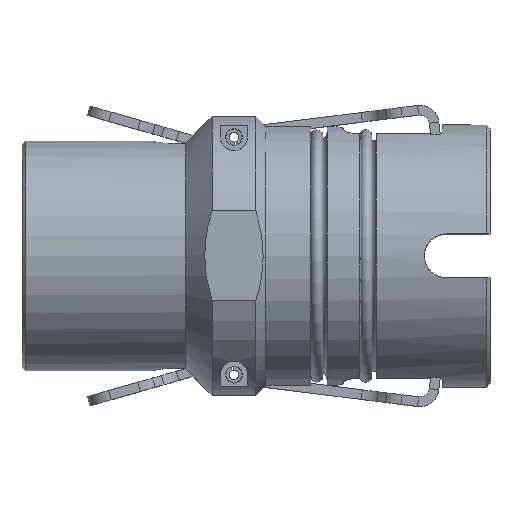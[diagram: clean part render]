
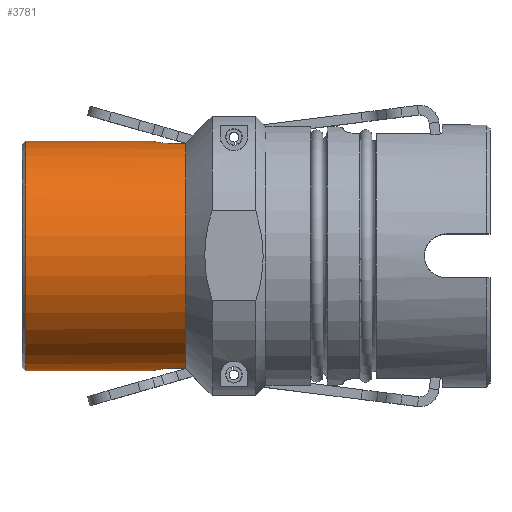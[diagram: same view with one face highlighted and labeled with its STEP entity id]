
A CAD part, top view. The second image highlights one B-rep face of the part: STEP entity #3781.
In plain terms, the highlighted cylindrical face has radius 16.675 mm (diameter 33.35 mm), a full revolution.
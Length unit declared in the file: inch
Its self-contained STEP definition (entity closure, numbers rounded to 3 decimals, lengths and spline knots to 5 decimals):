
#161=B_SPLINE_CURVE_WITH_KNOTS('',3,(#6248,#6249,#6250,#6251,#6252,#6253,
#6254,#6255,#6256,#6257),.UNSPECIFIED.,.F.,.F.,(4,2,2,2,4),(-0.36118,
-0.27069,-0.18019,-0.0901,0.),
 .UNSPECIFIED.);
#162=B_SPLINE_CURVE_WITH_KNOTS('',3,(#6264,#6265,#6266,#6267,#6268,#6269,
#6270,#6271,#6272,#6273),.UNSPECIFIED.,.F.,.F.,(4,2,2,2,4),(0.,0.0901,
0.18019,0.27069,0.36118),.UNSPECIFIED.);
#185=B_SPLINE_CURVE_WITH_KNOTS('',3,(#6746,#6747,#6748,#6749,#6750,#6751,
#6752,#6753,#6754,#6755),.UNSPECIFIED.,.F.,.F.,(4,2,2,2,4),(0.72112,
0.81122,0.90132,0.99181,1.0823),
 .UNSPECIFIED.);
#186=B_SPLINE_CURVE_WITH_KNOTS('',3,(#6770,#6771,#6772,#6773,#6774,#6775,
#6776,#6777,#6778,#6779),.UNSPECIFIED.,.F.,.F.,(4,2,2,2,4),(0.35995,
0.45044,0.54093,0.63103,0.72112),
 .UNSPECIFIED.);
#236=CYLINDRICAL_SURFACE('',#4181,0.6565);
#377=FACE_OUTER_BOUND('',#593,.T.);
#593=EDGE_LOOP('',(#3070,#3071,#3072,#3073,#3074,#3075,#3076,#3077,#3078,
#3079,#3080,#3081,#3082,#3083,#3084,#3085,#3086));
#756=LINE('',#6072,#1040);
#764=LINE('',#6114,#1048);
#807=LINE('',#6439,#1091);
#859=LINE('',#6786,#1143);
#860=LINE('',#6789,#1144);
#1040=VECTOR('',#4619,0.3937);
#1048=VECTOR('',#4637,0.3937);
#1091=VECTOR('',#4796,0.3937);
#1143=VECTOR('',#4992,0.3937);
#1144=VECTOR('',#4995,0.6565);
#1268=CIRCLE('',#3969,0.6565);
#1274=CIRCLE('',#3978,0.6565);
#1331=CIRCLE('',#4083,0.6565);
#1332=CIRCLE('',#4084,0.6565);
#1373=CIRCLE('',#4175,0.6565);
#1374=CIRCLE('',#4182,0.6565);
#1375=CIRCLE('',#4183,0.6565);
#1477=VERTEX_POINT('',#5567);
#1478=VERTEX_POINT('',#5571);
#1492=VERTEX_POINT('',#5632);
#1493=VERTEX_POINT('',#5636);
#1585=VERTEX_POINT('',#6070);
#1593=VERTEX_POINT('',#6113);
#1614=VERTEX_POINT('',#6246);
#1616=VERTEX_POINT('',#6263);
#1617=VERTEX_POINT('',#6276);
#1645=VERTEX_POINT('',#6437);
#1702=VERTEX_POINT('',#6743);
#1703=VERTEX_POINT('',#6745);
#1706=VERTEX_POINT('',#6766);
#1707=VERTEX_POINT('',#6788);
#1708=VERTEX_POINT('',#6790);
#1862=EDGE_CURVE('',#1477,#1478,#1268,.T.);
#1879=EDGE_CURVE('',#1492,#1493,#1274,.T.);
#1997=EDGE_CURVE('',#1492,#1585,#756,.T.);
#2008=EDGE_CURVE('',#1593,#1478,#764,.T.);
#2044=EDGE_CURVE('',#1614,#1585,#161,.T.);
#2047=EDGE_CURVE('',#1593,#1616,#162,.T.);
#2049=EDGE_CURVE('',#1617,#1616,#1331,.T.);
#2050=EDGE_CURVE('',#1614,#1617,#1332,.T.);
#2094=EDGE_CURVE('',#1477,#1645,#807,.T.);
#2184=EDGE_CURVE('',#1702,#1703,#185,.T.);
#2191=EDGE_CURVE('',#1706,#1703,#1373,.T.);
#2193=EDGE_CURVE('',#1706,#1645,#186,.T.);
#2196=EDGE_CURVE('',#1702,#1493,#859,.T.);
#2197=EDGE_CURVE('',#1617,#1707,#860,.T.);
#2198=EDGE_CURVE('',#1708,#1707,#1374,.T.);
#2199=EDGE_CURVE('',#1707,#1708,#1375,.T.);
#3070=ORIENTED_EDGE('',*,*,#2008,.T.);
#3071=ORIENTED_EDGE('',*,*,#1862,.F.);
#3072=ORIENTED_EDGE('',*,*,#2094,.T.);
#3073=ORIENTED_EDGE('',*,*,#2193,.F.);
#3074=ORIENTED_EDGE('',*,*,#2191,.T.);
#3075=ORIENTED_EDGE('',*,*,#2184,.F.);
#3076=ORIENTED_EDGE('',*,*,#2196,.T.);
#3077=ORIENTED_EDGE('',*,*,#1879,.F.);
#3078=ORIENTED_EDGE('',*,*,#1997,.T.);
#3079=ORIENTED_EDGE('',*,*,#2044,.F.);
#3080=ORIENTED_EDGE('',*,*,#2050,.T.);
#3081=ORIENTED_EDGE('',*,*,#2197,.T.);
#3082=ORIENTED_EDGE('',*,*,#2198,.F.);
#3083=ORIENTED_EDGE('',*,*,#2199,.F.);
#3084=ORIENTED_EDGE('',*,*,#2197,.F.);
#3085=ORIENTED_EDGE('',*,*,#2049,.T.);
#3086=ORIENTED_EDGE('',*,*,#2047,.F.);
#3781=ADVANCED_FACE('',(#377),#236,.T.);
#3969=AXIS2_PLACEMENT_3D('',#5572,#4411,#4412);
#3978=AXIS2_PLACEMENT_3D('',#5637,#4433,#4434);
#4083=AXIS2_PLACEMENT_3D('',#6277,#4718,#4719);
#4084=AXIS2_PLACEMENT_3D('',#6278,#4720,#4721);
#4175=AXIS2_PLACEMENT_3D('',#6767,#4977,#4978);
#4181=AXIS2_PLACEMENT_3D('',#6787,#4993,#4994);
#4182=AXIS2_PLACEMENT_3D('',#6791,#4996,#4997);
#4183=AXIS2_PLACEMENT_3D('',#6792,#4998,#4999);
#4411=DIRECTION('center_axis',(1.,0.,0.));
#4412=DIRECTION('ref_axis',(0.,0.,-1.));
#4433=DIRECTION('center_axis',(1.,0.,0.));
#4434=DIRECTION('ref_axis',(0.,0.,-1.));
#4619=DIRECTION('',(-1.,0.,0.));
#4637=DIRECTION('',(1.,0.,0.));
#4718=DIRECTION('center_axis',(-1.,0.,0.));
#4719=DIRECTION('ref_axis',(0.,1.,0.));
#4720=DIRECTION('center_axis',(-1.,0.,0.));
#4721=DIRECTION('ref_axis',(0.,1.,0.));
#4796=DIRECTION('',(-1.,0.,0.));
#4977=DIRECTION('center_axis',(-1.,0.,0.));
#4978=DIRECTION('ref_axis',(0.,1.,0.));
#4992=DIRECTION('',(1.,0.,0.));
#4993=DIRECTION('center_axis',(1.,0.,0.));
#4994=DIRECTION('ref_axis',(0.,1.,0.));
#4995=DIRECTION('',(-1.,0.,0.));
#4996=DIRECTION('center_axis',(-1.,0.,0.));
#4997=DIRECTION('ref_axis',(0.,-1.,0.));
#4998=DIRECTION('center_axis',(-1.,0.,0.));
#4999=DIRECTION('ref_axis',(0.,-1.,0.));
#5567=CARTESIAN_POINT('',(0.9345,0.6435,0.13));
#5571=CARTESIAN_POINT('',(0.9345,-0.6435,0.13));
#5572=CARTESIAN_POINT('Origin',(0.9345,0.,0.));
#5632=CARTESIAN_POINT('',(0.9345,-0.6435,-0.13));
#5636=CARTESIAN_POINT('',(0.9345,0.6435,-0.13));
#5637=CARTESIAN_POINT('Origin',(0.9345,0.,0.));
#6070=CARTESIAN_POINT('',(0.844,-0.6435,-0.13));
#6072=CARTESIAN_POINT('',(0.46725,-0.6435,-0.13));
#6113=CARTESIAN_POINT('',(0.844,-0.6435,0.13));
#6114=CARTESIAN_POINT('',(0.46725,-0.6435,0.13));
#6246=CARTESIAN_POINT('',(0.75,-0.65551,-0.036));
#6248=CARTESIAN_POINT('Ctrl Pts',(0.75,-0.65551,-0.036));
#6249=CARTESIAN_POINT('Ctrl Pts',(0.75,-0.65486,-0.04786));
#6250=CARTESIAN_POINT('Ctrl Pts',(0.75238,-0.65381,
-0.06047));
#6251=CARTESIAN_POINT('Ctrl Pts',(0.762,-0.65125,
-0.08365));
#6252=CARTESIAN_POINT('Ctrl Pts',(0.76925,-0.64976,
-0.0942));
#6253=CARTESIAN_POINT('Ctrl Pts',(0.78592,-0.64713,-0.11084));
#6254=CARTESIAN_POINT('Ctrl Pts',(0.79646,-0.64582,
-0.11805));
#6255=CARTESIAN_POINT('Ctrl Pts',(0.81959,-0.64399,
-0.12763));
#6256=CARTESIAN_POINT('Ctrl Pts',(0.83218,-0.6435,-0.13));
#6257=CARTESIAN_POINT('Ctrl Pts',(0.844,-0.6435,-0.13));
#6263=CARTESIAN_POINT('',(0.75,-0.65551,0.036));
#6264=CARTESIAN_POINT('Ctrl Pts',(0.844,-0.6435,0.13));
#6265=CARTESIAN_POINT('Ctrl Pts',(0.83218,-0.6435,0.13));
#6266=CARTESIAN_POINT('Ctrl Pts',(0.81959,-0.64399,
0.12763));
#6267=CARTESIAN_POINT('Ctrl Pts',(0.79646,-0.64582,
0.11805));
#6268=CARTESIAN_POINT('Ctrl Pts',(0.78592,-0.64713,0.11084));
#6269=CARTESIAN_POINT('Ctrl Pts',(0.76925,-0.64976,
0.0942));
#6270=CARTESIAN_POINT('Ctrl Pts',(0.762,-0.65125,
0.08365));
#6271=CARTESIAN_POINT('Ctrl Pts',(0.75238,-0.65381,
0.06047));
#6272=CARTESIAN_POINT('Ctrl Pts',(0.75,-0.65486,0.04786));
#6273=CARTESIAN_POINT('Ctrl Pts',(0.75,-0.65551,0.036));
#6276=CARTESIAN_POINT('',(0.75,-0.6565,0.));
#6277=CARTESIAN_POINT('Origin',(0.75,0.,0.));
#6278=CARTESIAN_POINT('Origin',(0.75,0.,0.));
#6437=CARTESIAN_POINT('',(0.844,0.6435,0.13));
#6439=CARTESIAN_POINT('',(0.46725,0.6435,0.13));
#6743=CARTESIAN_POINT('',(0.844,0.6435,-0.13));
#6745=CARTESIAN_POINT('',(0.75,0.65551,-0.036));
#6746=CARTESIAN_POINT('Ctrl Pts',(0.844,0.6435,-0.13));
#6747=CARTESIAN_POINT('Ctrl Pts',(0.83218,0.6435,-0.13));
#6748=CARTESIAN_POINT('Ctrl Pts',(0.81959,0.64399,-0.12763));
#6749=CARTESIAN_POINT('Ctrl Pts',(0.79646,0.64582,-0.11805));
#6750=CARTESIAN_POINT('Ctrl Pts',(0.78592,0.64713,-0.11084));
#6751=CARTESIAN_POINT('Ctrl Pts',(0.76925,0.64976,-0.0942));
#6752=CARTESIAN_POINT('Ctrl Pts',(0.762,0.65125,-0.08365));
#6753=CARTESIAN_POINT('Ctrl Pts',(0.75238,0.65381,-0.06047));
#6754=CARTESIAN_POINT('Ctrl Pts',(0.75,0.65486,-0.04786));
#6755=CARTESIAN_POINT('Ctrl Pts',(0.75,0.65551,-0.036));
#6766=CARTESIAN_POINT('',(0.75,0.65551,0.036));
#6767=CARTESIAN_POINT('Origin',(0.75,0.,0.));
#6770=CARTESIAN_POINT('Ctrl Pts',(0.75,0.65551,0.036));
#6771=CARTESIAN_POINT('Ctrl Pts',(0.75,0.65486,0.04786));
#6772=CARTESIAN_POINT('Ctrl Pts',(0.75238,0.65381,0.06047));
#6773=CARTESIAN_POINT('Ctrl Pts',(0.762,0.65125,0.08365));
#6774=CARTESIAN_POINT('Ctrl Pts',(0.76925,0.64976,0.0942));
#6775=CARTESIAN_POINT('Ctrl Pts',(0.78592,0.64713,0.11084));
#6776=CARTESIAN_POINT('Ctrl Pts',(0.79646,0.64582,0.11805));
#6777=CARTESIAN_POINT('Ctrl Pts',(0.81959,0.64399,0.12763));
#6778=CARTESIAN_POINT('Ctrl Pts',(0.83218,0.6435,0.13));
#6779=CARTESIAN_POINT('Ctrl Pts',(0.844,0.6435,0.13));
#6786=CARTESIAN_POINT('',(0.46725,0.6435,-0.13));
#6787=CARTESIAN_POINT('Origin',(0.46725,0.,0.));
#6788=CARTESIAN_POINT('',(0.02,-0.6565,0.));
#6789=CARTESIAN_POINT('',(0.46725,-0.6565,0.));
#6790=CARTESIAN_POINT('',(0.02,0.6565,0.));
#6791=CARTESIAN_POINT('Origin',(0.02,0.,0.));
#6792=CARTESIAN_POINT('Origin',(0.02,0.,0.));
